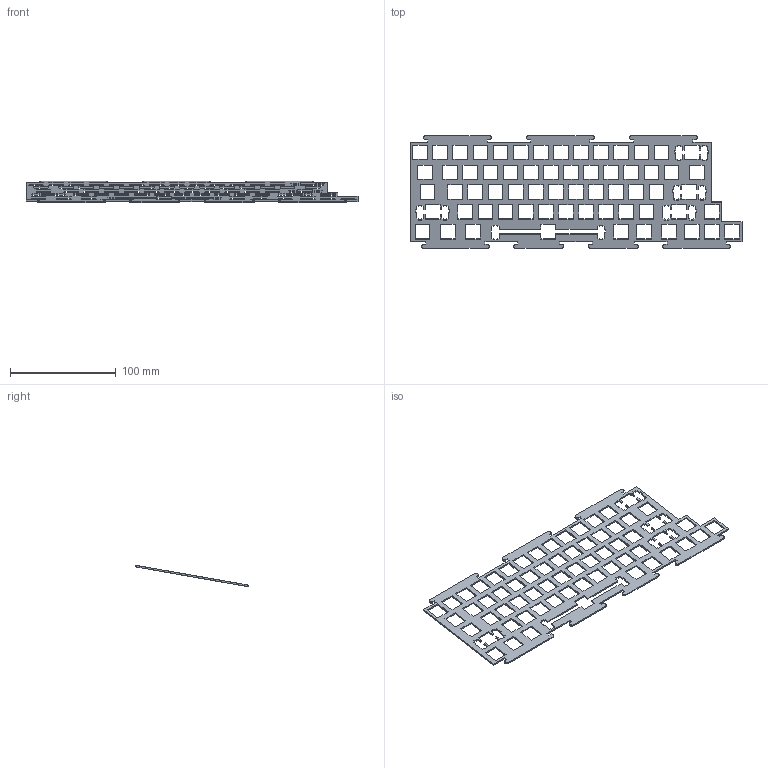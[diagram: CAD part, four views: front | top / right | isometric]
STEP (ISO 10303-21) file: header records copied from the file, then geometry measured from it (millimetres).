
FILE_DESCRIPTION(('HOOPS Exchange Step'),'2;1');
FILE_NAME('temp_export','2024-02-17T16:56:38+07:00',('paowick'),('Shapr3D Limited'),'HOOPS Exchange 2023.2','Shapr3D','Authorized');
FILE_SCHEMA( ('AUTOMOTIVE_DESIGN { 1 0 10303 214 1 1 1 1 }') );
Length unit declared in the file: millimetre
Products named in the file (1): root
Bounding box: 314.32 x 106.86 x 20.27 mm (x, y, z)
Volume: 24850.7 mm3; surface area: 40796.8 mm2
Topology: 1 solids, 1 shells, 529 faces, 1581 edges, 1054 vertices
Faces by surface type: plane 508, cylinder 21
Entity records: 17737 total; most frequent: CARTESIAN_POINT 3165, ORIENTED_EDGE 3162, DIRECTION 2683, EDGE_CURVE 1581, VECTOR 1539, LINE 1539, VERTEX_POINT 1054, EDGE_LOOP 657
